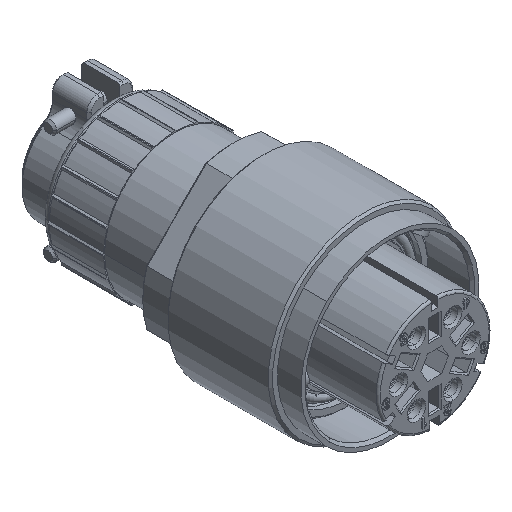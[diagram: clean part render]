
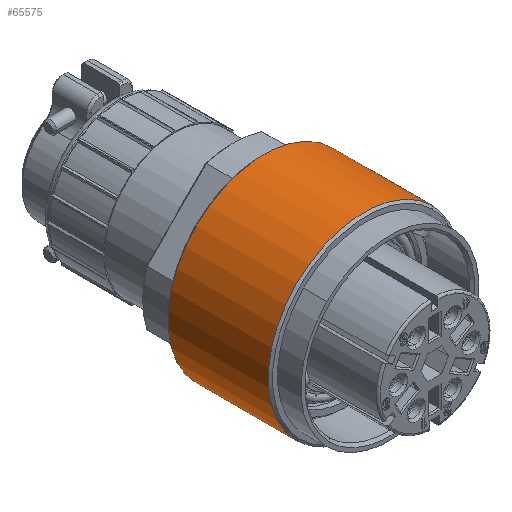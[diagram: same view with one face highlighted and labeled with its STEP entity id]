
A CAD part, isometric view. The second image highlights one B-rep face of the part: STEP entity #65575.
In plain terms, the highlighted cylindrical face has radius 22.5 mm (diameter 45 mm), a partial arc.
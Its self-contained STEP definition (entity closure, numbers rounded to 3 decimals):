
#6683=DIRECTION('',(0.,-1.,0.));
#6684=VECTOR('',#6683,23.5);
#6685=CARTESIAN_POINT('',(-15.91,19.5,-15.91));
#6686=LINE('',#6685,#6684);
#6687=DIRECTION('',(0.,-1.,0.));
#6688=VECTOR('',#6687,23.5);
#6689=CARTESIAN_POINT('',(15.91,19.5,15.91));
#6690=LINE('',#6689,#6688);
#6691=CARTESIAN_POINT('',(0.,-4.,0.));
#6692=DIRECTION('',(0.,1.,0.));
#6693=DIRECTION('',(-0.707,0.,-0.707));
#6694=AXIS2_PLACEMENT_3D('',#6691,#6692,#6693);
#6700=CARTESIAN_POINT('',(0.,19.5,0.));
#6701=DIRECTION('',(0.,-1.,0.));
#6702=DIRECTION('',(0.707,0.,0.707));
#6703=AXIS2_PLACEMENT_3D('',#6700,#6701,#6702);
#47701=CARTESIAN_POINT('',(15.91,-4.,15.91));
#47702=CARTESIAN_POINT('',(-15.91,-4.,-15.91));
#47703=VERTEX_POINT('',#47701);
#47704=VERTEX_POINT('',#47702);
#47705=CARTESIAN_POINT('',(15.91,19.5,15.91));
#47706=VERTEX_POINT('',#47705);
#47707=CARTESIAN_POINT('',(-15.91,19.5,-15.91));
#47708=VERTEX_POINT('',#47707);
#65562=CARTESIAN_POINT('',(0.,-11.85,0.));
#65563=DIRECTION('',(0.,1.,0.));
#65564=DIRECTION('',(0.707,0.,0.707));
#65565=AXIS2_PLACEMENT_3D('',#65562,#65563,#65564);
#65566=CYLINDRICAL_SURFACE('',#65565,22.5);
#65568=ORIENTED_EDGE('',*,*,#65567,.F.);
#65569=ORIENTED_EDGE('',*,*,#65550,.F.);
#65571=ORIENTED_EDGE('',*,*,#65570,.F.);
#65572=ORIENTED_EDGE('',*,*,#65546,.T.);
#65573=EDGE_LOOP('',(#65568,#65569,#65571,#65572));
#65574=FACE_OUTER_BOUND('',#65573,.F.);
#6695=CIRCLE('',#6694,22.5);
#6704=CIRCLE('',#6703,22.5);
#65546=EDGE_CURVE('',#47706,#47703,#6690,.T.);
#65550=EDGE_CURVE('',#47708,#47704,#6686,.T.);
#65567=EDGE_CURVE('',#47704,#47703,#6695,.T.);
#65570=EDGE_CURVE('',#47706,#47708,#6704,.T.);
#65575=ADVANCED_FACE('',(#65574),#65566,.T.);
